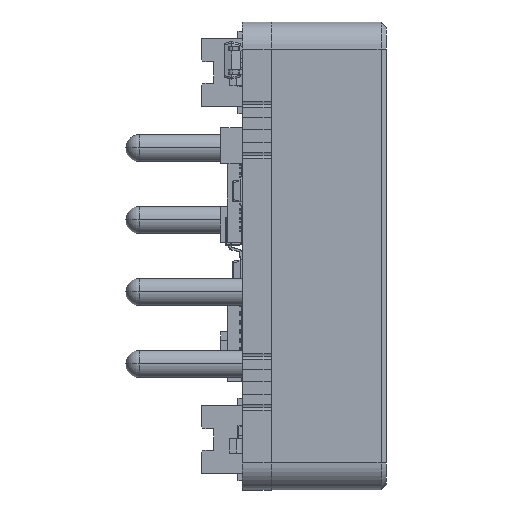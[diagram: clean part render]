
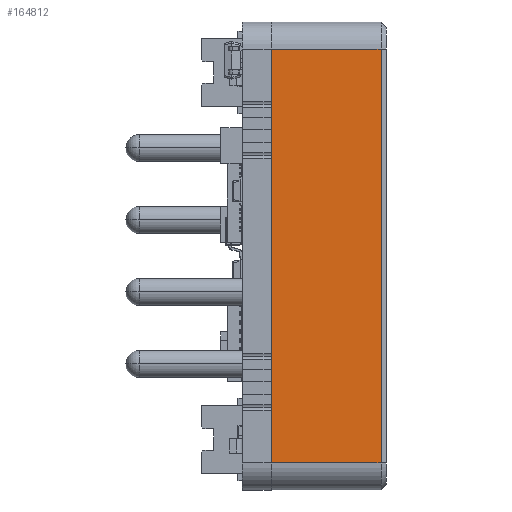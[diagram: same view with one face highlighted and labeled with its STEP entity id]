
A CAD part, left-side view. The second image highlights one B-rep face of the part: STEP entity #164812.
In plain terms, the highlighted planar face has unit normal (-1, 0, 0).
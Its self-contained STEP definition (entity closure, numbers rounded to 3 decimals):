
#10349 = ORIENTED_EDGE ( 'NONE', *, *, #36513, .T. ) ;
#18776 = EDGE_CURVE ( 'NONE', #268205, #48944, #114523, .T. ) ;
#36513 = EDGE_CURVE ( 'NONE', #186838, #268205, #73178, .T. ) ;
#38020 = DIRECTION ( 'NONE',  ( 0., 1., 0. ) ) ;
#48944 = VERTEX_POINT ( 'NONE', #335910 ) ;
#49598 = VERTEX_POINT ( 'NONE', #360676 ) ;
#51412 = CARTESIAN_POINT ( 'NONE',  ( 0., 0.3, -1.5 ) ) ;
#73178 = LINE ( 'NONE', #370741, #378998 ) ;
#77550 = ORIENTED_EDGE ( 'NONE', *, *, #18776, .T. ) ;
#80515 = DIRECTION ( 'NONE',  ( 0., 0., -1. ) ) ;
#96336 = CARTESIAN_POINT ( 'NONE',  ( 0., 6.4, 0. ) ) ;
#102344 = FACE_OUTER_BOUND ( 'NONE', #264565, .T. ) ;
#112110 = CARTESIAN_POINT ( 'NONE',  ( 0., 6.4, 0. ) ) ;
#114523 = LINE ( 'NONE', #51412, #354173 ) ;
#132504 = DIRECTION ( 'NONE',  ( 0., -1., 0. ) ) ;
#138568 = EDGE_CURVE ( 'NONE', #186838, #49598, #240373, .T. ) ;
#153662 = DIRECTION ( 'NONE',  ( 0., 0., 1. ) ) ;
#161359 = CARTESIAN_POINT ( 'NONE',  ( 0., 6.4, -24.5 ) ) ;
#164812 = ADVANCED_FACE ( 'NONE', ( #102344 ), #189219, .F. ) ;
#175642 = DIRECTION ( 'NONE',  ( 0., 0., 1. ) ) ;
#186838 = VERTEX_POINT ( 'NONE', #161359 ) ;
#189219 = PLANE ( 'NONE',  #216666 ) ;
#216666 = AXIS2_PLACEMENT_3D ( 'NONE', #112110, #320920, #80515 ) ;
#240373 = LINE ( 'NONE', #96336, #329971 ) ;
#245742 = VECTOR ( 'NONE', #38020, 1000. ) ;
#264565 = EDGE_LOOP ( 'NONE', ( #10349, #77550, #388265, #377127 ) ) ;
#268205 = VERTEX_POINT ( 'NONE', #358881 ) ;
#274509 = LINE ( 'NONE', #278363, #245742 ) ;
#278363 = CARTESIAN_POINT ( 'NONE',  ( 0., 6.4, -1.5 ) ) ;
#320920 = DIRECTION ( 'NONE',  ( 1., 0., 0. ) ) ;
#329971 = VECTOR ( 'NONE', #153662, 1000. ) ;
#335910 = CARTESIAN_POINT ( 'NONE',  ( 0., 0.3, -1.5 ) ) ;
#354173 = VECTOR ( 'NONE', #175642, 1000. ) ;
#354590 = EDGE_CURVE ( 'NONE', #48944, #49598, #274509, .T. ) ;
#358881 = CARTESIAN_POINT ( 'NONE',  ( 0., 0.3, -24.5 ) ) ;
#360676 = CARTESIAN_POINT ( 'NONE',  ( 0., 6.4, -1.5 ) ) ;
#370741 = CARTESIAN_POINT ( 'NONE',  ( 0., 6.4, -24.5 ) ) ;
#377127 = ORIENTED_EDGE ( 'NONE', *, *, #138568, .F. ) ;
#378998 = VECTOR ( 'NONE', #132504, 1000. ) ;
#388265 = ORIENTED_EDGE ( 'NONE', *, *, #354590, .T. ) ;
